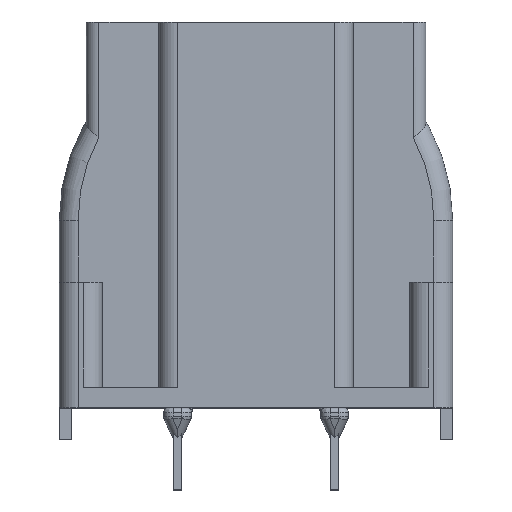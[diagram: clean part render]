
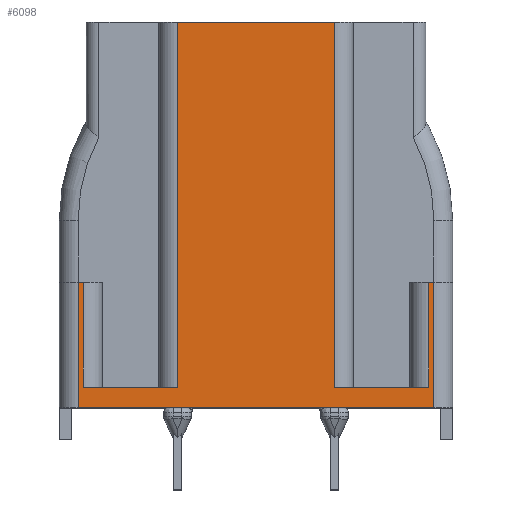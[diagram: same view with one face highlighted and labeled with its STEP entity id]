
A CAD part, top view. The second image highlights one B-rep face of the part: STEP entity #6098.
In plain terms, the highlighted planar face has unit normal (0, 0, 1).
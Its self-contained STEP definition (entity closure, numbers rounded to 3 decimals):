
#460=DIRECTION('',(0.,1.,0.));
#461=VECTOR('',#460,10.);
#462=CARTESIAN_POINT('',(14.15,-14.9,9.25));
#463=LINE('',#462,#461);
#468=DIRECTION('',(-1.,0.,0.));
#469=VECTOR('',#468,28.3);
#470=CARTESIAN_POINT('',(14.15,-14.9,9.25));
#471=LINE('',#470,#469);
#472=DIRECTION('',(0.,1.,0.));
#473=VECTOR('',#472,10.);
#474=CARTESIAN_POINT('',(-14.15,-14.9,9.25));
#475=LINE('',#474,#473);
#476=DIRECTION('',(0.,1.,0.));
#477=VECTOR('',#476,29.05);
#478=CARTESIAN_POINT('',(-6.25,-13.25,9.25));
#479=LINE('',#478,#477);
#480=DIRECTION('',(1.,0.,0.));
#481=VECTOR('',#480,12.5);
#482=CARTESIAN_POINT('',(-6.25,15.8,9.25));
#483=LINE('',#482,#481);
#484=DIRECTION('',(0.,1.,0.));
#485=VECTOR('',#484,29.05);
#486=CARTESIAN_POINT('',(6.25,-13.25,9.25));
#487=LINE('',#486,#485);
#492=DIRECTION('',(0.,-1.,0.));
#493=VECTOR('',#492,8.35);
#494=CARTESIAN_POINT('',(13.75,-4.9,9.25));
#495=LINE('',#494,#493);
#543=DIRECTION('',(1.,0.,0.));
#544=VECTOR('',#543,0.4);
#545=CARTESIAN_POINT('',(13.75,-4.9,9.25));
#546=LINE('',#545,#544);
#994=DIRECTION('',(-1.,0.,0.));
#995=VECTOR('',#994,7.5);
#996=CARTESIAN_POINT('',(-6.25,-13.25,9.25));
#997=LINE('',#996,#995);
#1032=DIRECTION('',(1.,0.,0.));
#1033=VECTOR('',#1032,0.4);
#1034=CARTESIAN_POINT('',(-14.15,-4.9,9.25));
#1035=LINE('',#1034,#1033);
#1057=DIRECTION('',(0.,1.,0.));
#1058=VECTOR('',#1057,8.35);
#1059=CARTESIAN_POINT('',(-13.75,-13.25,9.25));
#1060=LINE('',#1059,#1058);
#1555=DIRECTION('',(-1.,0.,0.));
#1556=VECTOR('',#1555,7.5);
#1557=CARTESIAN_POINT('',(13.75,-13.25,9.25));
#1558=LINE('',#1557,#1556);
#4558=CARTESIAN_POINT('',(-6.25,-13.25,9.25));
#4559=VERTEX_POINT('',#4558);
#4560=CARTESIAN_POINT('',(6.25,-13.25,9.25));
#4561=VERTEX_POINT('',#4560);
#4595=CARTESIAN_POINT('',(14.15,-14.9,9.25));
#4597=VERTEX_POINT('',#4595);
#4598=CARTESIAN_POINT('',(-14.15,-14.9,9.25));
#4600=VERTEX_POINT('',#4598);
#4618=CARTESIAN_POINT('',(13.75,-13.25,9.25));
#4619=VERTEX_POINT('',#4618);
#4620=CARTESIAN_POINT('',(-13.75,-13.25,9.25));
#4621=VERTEX_POINT('',#4620);
#4702=CARTESIAN_POINT('',(-6.25,15.8,9.25));
#4703=VERTEX_POINT('',#4702);
#4704=CARTESIAN_POINT('',(6.25,15.8,9.25));
#4705=VERTEX_POINT('',#4704);
#4723=CARTESIAN_POINT('',(-14.15,-4.9,9.25));
#4725=VERTEX_POINT('',#4723);
#4726=CARTESIAN_POINT('',(-13.75,-4.9,9.25));
#4727=VERTEX_POINT('',#4726);
#4731=CARTESIAN_POINT('',(13.75,-4.9,9.25));
#4733=VERTEX_POINT('',#4731);
#4734=CARTESIAN_POINT('',(14.15,-4.9,9.25));
#4735=VERTEX_POINT('',#4734);
#6069=CARTESIAN_POINT('',(7.75,15.95,9.25));
#6070=DIRECTION('',(0.,0.,-1.));
#6071=DIRECTION('',(-1.,0.,0.));
#6072=AXIS2_PLACEMENT_3D('',#6069,#6070,#6071);
#6073=PLANE('',#6072);
#6075=ORIENTED_EDGE('',*,*,#6074,.F.);
#6077=ORIENTED_EDGE('',*,*,#6076,.T.);
#6078=ORIENTED_EDGE('',*,*,#6053,.F.);
#6079=ORIENTED_EDGE('',*,*,#5184,.T.);
#6081=ORIENTED_EDGE('',*,*,#6080,.T.);
#6083=ORIENTED_EDGE('',*,*,#6082,.T.);
#6085=ORIENTED_EDGE('',*,*,#6084,.F.);
#6087=ORIENTED_EDGE('',*,*,#6086,.F.);
#6089=ORIENTED_EDGE('',*,*,#6088,.T.);
#6091=ORIENTED_EDGE('',*,*,#6090,.T.);
#6093=ORIENTED_EDGE('',*,*,#6092,.F.);
#6095=ORIENTED_EDGE('',*,*,#6094,.F.);
#6096=EDGE_LOOP('',(#6075,#6077,#6078,#6079,#6081,#6083,#6085,#6087,#6089,#6091,
#6093,#6095));
#6097=FACE_OUTER_BOUND('',#6096,.F.);
#5184=EDGE_CURVE('',#4597,#4600,#471,.T.);
#6053=EDGE_CURVE('',#4597,#4735,#463,.T.);
#6074=EDGE_CURVE('',#4733,#4619,#495,.T.);
#6076=EDGE_CURVE('',#4733,#4735,#546,.T.);
#6080=EDGE_CURVE('',#4600,#4725,#475,.T.);
#6082=EDGE_CURVE('',#4725,#4727,#1035,.T.);
#6084=EDGE_CURVE('',#4621,#4727,#1060,.T.);
#6086=EDGE_CURVE('',#4559,#4621,#997,.T.);
#6088=EDGE_CURVE('',#4559,#4703,#479,.T.);
#6090=EDGE_CURVE('',#4703,#4705,#483,.T.);
#6092=EDGE_CURVE('',#4561,#4705,#487,.T.);
#6094=EDGE_CURVE('',#4619,#4561,#1558,.T.);
#6098=ADVANCED_FACE('',(#6097),#6073,.F.);
